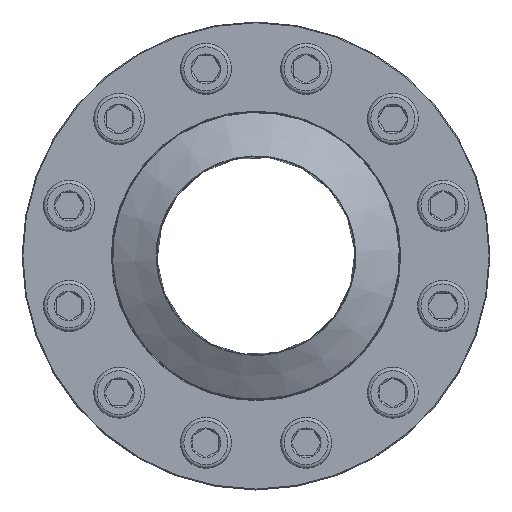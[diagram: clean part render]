
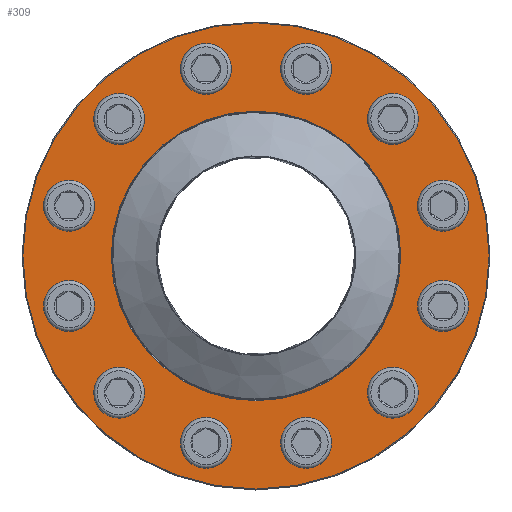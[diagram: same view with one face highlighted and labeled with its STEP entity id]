
A CAD part, top view. The second image highlights one B-rep face of the part: STEP entity #309.
In plain terms, the highlighted planar face has unit normal (0, 0, 1).
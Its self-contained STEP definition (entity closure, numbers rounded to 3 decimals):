
#309=ADVANCED_FACE('',(#402,#403,#404,#405,#406,#407,#408,#409,#410,#411),
#376,.T.);
#376=PLANE('',#1197);
#402=FACE_BOUND('',#563,.T.);
#403=FACE_BOUND('',#564,.T.);
#404=FACE_BOUND('',#565,.T.);
#405=FACE_BOUND('',#566,.T.);
#406=FACE_BOUND('',#567,.T.);
#407=FACE_BOUND('',#568,.T.);
#408=FACE_BOUND('',#569,.T.);
#409=FACE_BOUND('',#570,.T.);
#410=FACE_BOUND('',#571,.T.);
#411=FACE_BOUND('',#572,.T.);
#563=EDGE_LOOP('',(#757));
#564=EDGE_LOOP('',(#758));
#565=EDGE_LOOP('',(#759));
#566=EDGE_LOOP('',(#760));
#567=EDGE_LOOP('',(#761));
#568=EDGE_LOOP('',(#762));
#569=EDGE_LOOP('',(#763));
#570=EDGE_LOOP('',(#764));
#571=EDGE_LOOP('',(#765));
#572=EDGE_LOOP('',(#766));
#757=ORIENTED_EDGE('',*,*,#1005,.T.);
#758=ORIENTED_EDGE('',*,*,#1006,.T.);
#759=ORIENTED_EDGE('',*,*,#1007,.T.);
#760=ORIENTED_EDGE('',*,*,#1008,.T.);
#761=ORIENTED_EDGE('',*,*,#1009,.T.);
#762=ORIENTED_EDGE('',*,*,#1010,.T.);
#763=ORIENTED_EDGE('',*,*,#1011,.T.);
#764=ORIENTED_EDGE('',*,*,#1012,.T.);
#765=ORIENTED_EDGE('',*,*,#1013,.T.);
#766=ORIENTED_EDGE('',*,*,#1014,.T.);
#907=VERTEX_POINT('',#1803);
#908=VERTEX_POINT('',#1805);
#909=VERTEX_POINT('',#1807);
#910=VERTEX_POINT('',#1809);
#911=VERTEX_POINT('',#1811);
#912=VERTEX_POINT('',#1813);
#913=VERTEX_POINT('',#1815);
#914=VERTEX_POINT('',#1817);
#915=VERTEX_POINT('',#1819);
#916=VERTEX_POINT('',#1821);
#1005=EDGE_CURVE('',#907,#907,#1084,.T.);
#1006=EDGE_CURVE('',#908,#908,#1085,.T.);
#1007=EDGE_CURVE('',#909,#909,#1086,.T.);
#1008=EDGE_CURVE('',#910,#910,#1087,.T.);
#1009=EDGE_CURVE('',#911,#911,#1088,.T.);
#1010=EDGE_CURVE('',#912,#912,#1089,.T.);
#1011=EDGE_CURVE('',#913,#913,#1090,.T.);
#1012=EDGE_CURVE('',#914,#914,#1091,.T.);
#1013=EDGE_CURVE('',#915,#915,#1092,.T.);
#1014=EDGE_CURVE('',#916,#916,#1093,.T.);
#1084=CIRCLE('',#1187,22.5);
#1085=CIRCLE('',#1188,22.5);
#1086=CIRCLE('',#1189,22.5);
#1087=CIRCLE('',#1190,22.5);
#1088=CIRCLE('',#1191,22.5);
#1089=CIRCLE('',#1192,22.5);
#1090=CIRCLE('',#1193,22.5);
#1091=CIRCLE('',#1194,22.5);
#1092=CIRCLE('',#1195,289.);
#1093=CIRCLE('',#1196,179.5);
#1187=AXIS2_PLACEMENT_3D('',#1802,#1414,#1415);
#1188=AXIS2_PLACEMENT_3D('',#1804,#1416,#1417);
#1189=AXIS2_PLACEMENT_3D('',#1806,#1418,#1419);
#1190=AXIS2_PLACEMENT_3D('',#1808,#1420,#1421);
#1191=AXIS2_PLACEMENT_3D('',#1810,#1422,#1423);
#1192=AXIS2_PLACEMENT_3D('',#1812,#1424,#1425);
#1193=AXIS2_PLACEMENT_3D('',#1814,#1426,#1427);
#1194=AXIS2_PLACEMENT_3D('',#1816,#1428,#1429);
#1195=AXIS2_PLACEMENT_3D('',#1818,#1430,#1431);
#1196=AXIS2_PLACEMENT_3D('',#1820,#1432,#1433);
#1197=AXIS2_PLACEMENT_3D('',#1822,#1434,#1435);
#1414=DIRECTION('',(0.,0.,-1.));
#1415=DIRECTION('',(1.,0.,0.));
#1416=DIRECTION('',(0.,0.,-1.));
#1417=DIRECTION('',(1.,0.,0.));
#1418=DIRECTION('',(0.,0.,-1.));
#1419=DIRECTION('',(1.,0.,0.));
#1420=DIRECTION('',(0.,0.,-1.));
#1421=DIRECTION('',(1.,0.,0.));
#1422=DIRECTION('',(0.,0.,-1.));
#1423=DIRECTION('',(1.,0.,0.));
#1424=DIRECTION('',(0.,0.,-1.));
#1425=DIRECTION('',(1.,0.,0.));
#1426=DIRECTION('',(0.,0.,-1.));
#1427=DIRECTION('',(1.,0.,0.));
#1428=DIRECTION('',(0.,0.,-1.));
#1429=DIRECTION('',(1.,0.,0.));
#1430=DIRECTION('',(0.,0.,1.));
#1431=DIRECTION('',(1.,0.,0.));
#1432=DIRECTION('',(0.,0.,-1.));
#1433=DIRECTION('',(1.,0.,0.));
#1434=DIRECTION('',(0.,0.,1.));
#1435=DIRECTION('',(1.,0.,0.));
#1802=CARTESIAN_POINT('',(62.117,231.822,136.));
#1803=CARTESIAN_POINT('',(84.617,231.822,136.));
#1804=CARTESIAN_POINT('',(169.706,169.706,136.));
#1805=CARTESIAN_POINT('',(192.206,169.706,136.));
#1806=CARTESIAN_POINT('',(231.822,62.117,136.));
#1807=CARTESIAN_POINT('',(254.322,62.117,136.));
#1808=CARTESIAN_POINT('',(231.822,-62.117,136.));
#1809=CARTESIAN_POINT('',(254.322,-62.117,136.));
#1810=CARTESIAN_POINT('',(169.706,-169.706,136.));
#1811=CARTESIAN_POINT('',(192.206,-169.706,136.));
#1812=CARTESIAN_POINT('',(62.117,-231.822,136.));
#1813=CARTESIAN_POINT('',(84.617,-231.822,136.));
#1814=CARTESIAN_POINT('',(-62.117,-231.822,136.));
#1815=CARTESIAN_POINT('',(-39.617,-231.822,136.));
#1816=CARTESIAN_POINT('',(-169.706,-169.706,136.));
#1817=CARTESIAN_POINT('',(-147.206,-169.706,136.));
#1818=CARTESIAN_POINT('',(0.,0.,136.));
#1819=CARTESIAN_POINT('',(289.,0.,136.));
#1820=CARTESIAN_POINT('',(0.,0.,136.));
#1821=CARTESIAN_POINT('',(179.5,0.,136.));
#1822=CARTESIAN_POINT('',(0.,0.,136.));
